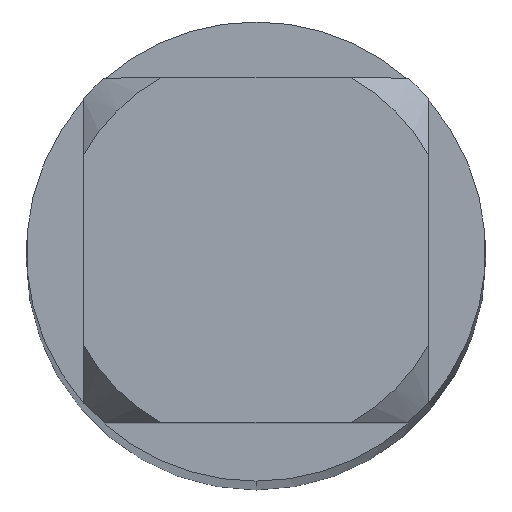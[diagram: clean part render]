
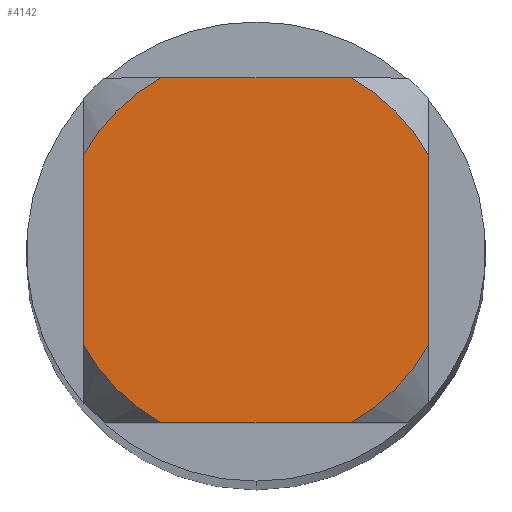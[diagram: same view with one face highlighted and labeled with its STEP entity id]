
A CAD part, top view. The second image highlights one B-rep face of the part: STEP entity #4142.
In plain terms, the highlighted planar face has unit normal (0, 0, 1).
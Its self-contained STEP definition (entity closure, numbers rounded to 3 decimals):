
#1846=EDGE_CURVE('',#4672,#2654,#5358,.T.);
#1924=VERTEX_POINT('',#5443);
#2550=VERTEX_POINT('',#6131);
#2572=EDGE_CURVE('',#1924,#3724,#6157,.T.);
#2654=VERTEX_POINT('',#6248);
#2838=EDGE_CURVE('',#4840,#4290,#6454,.T.);
#3144=EDGE_CURVE('',#3552,#2654,#6789,.T.);
#3552=VERTEX_POINT('',#7228);
#3724=VERTEX_POINT('',#7413);
#3946=EDGE_CURVE('',#4840,#3724,#7654,.T.);
#4080=EDGE_CURVE('',#3552,#2550,#7801,.T.);
#4142=ADVANCED_FACE('',(#7871),#7872,.T.);
#4290=VERTEX_POINT('',#8029);
#4672=VERTEX_POINT('',#8450);
#4840=VERTEX_POINT('',#8634);
#4958=EDGE_CURVE('',#4672,#4290,#8764,.T.);
#5124=EDGE_CURVE('',#1924,#2550,#8944,.T.);
#5358=CIRCLE('',#9216,1.2);
#5443=CARTESIAN_POINT('',(0.581,1.05,0.0));
#6131=CARTESIAN_POINT('',(-0.581,1.05,0.0));
#6157=CIRCLE('',#10781,1.2);
#6248=CARTESIAN_POINT('',(-1.05,-0.581,0.0));
#6454=CIRCLE('',#11396,1.2);
#6789=LINE('',#12064,#12065);
#7228=CARTESIAN_POINT('',(-1.05,0.581,0.0));
#7413=CARTESIAN_POINT('',(1.05,0.581,0.0));
#7654=LINE('',#13795,#13796);
#7801=CIRCLE('',#14086,1.2);
#7871=FACE_OUTER_BOUND('',#14215,.T.);
#7872=PLANE('',#14216);
#8029=CARTESIAN_POINT('',(0.581,-1.05,0.0));
#8450=CARTESIAN_POINT('',(-0.581,-1.05,0.0));
#8634=CARTESIAN_POINT('',(1.05,-0.581,0.0));
#8764=LINE('',#16026,#16027);
#8944=LINE('',#16417,#16418);
#9216=AXIS2_PLACEMENT_3D('',#16819,#16820,#16821);
#10781=AXIS2_PLACEMENT_3D('',#17716,#17717,#17718);
#11396=AXIS2_PLACEMENT_3D('',#18367,#18368,#18369);
#12064=CARTESIAN_POINT('',(-1.05,0.3,0.0));
#12065=VECTOR('',#18731,1.0);
#13795=CARTESIAN_POINT('',(1.05,0.3,0.0));
#13796=VECTOR('',#19583,1.0);
#14086=AXIS2_PLACEMENT_3D('',#19759,#19760,#19761);
#14215=EDGE_LOOP('',(#19869,#19870,#19871,#19872,#19873,#19874,#19875,#19876));
#14216=AXIS2_PLACEMENT_3D('',#19877,#19878,#19879);
#16026=CARTESIAN_POINT('',(0.0,-1.05,0.0));
#16027=VECTOR('',#20831,1.0);
#16417=CARTESIAN_POINT('',(0.0,1.05,0.0));
#16418=VECTOR('',#21004,1.0);
#16819=CARTESIAN_POINT('',(0.0,0.0,0.0));
#16820=DIRECTION('',(0.0,0.0,-1.0));
#16821=DIRECTION('',(0.0,1.0,0.0));
#17716=CARTESIAN_POINT('',(0.0,0.0,0.0));
#17717=DIRECTION('',(0.0,0.0,-1.0));
#17718=DIRECTION('',(0.0,1.0,0.0));
#18367=CARTESIAN_POINT('',(0.0,0.0,0.0));
#18368=DIRECTION('',(0.0,0.0,-1.0));
#18369=DIRECTION('',(0.0,1.0,0.0));
#18731=DIRECTION('',(-0.0,-1.0,0.0));
#19583=DIRECTION('',(-0.0,1.0,0.0));
#19759=CARTESIAN_POINT('',(0.0,0.0,0.0));
#19760=DIRECTION('',(0.0,0.0,-1.0));
#19761=DIRECTION('',(0.0,1.0,0.0));
#19869=ORIENTED_EDGE('',*,*,#3144,.T.);
#19870=ORIENTED_EDGE('',*,*,#1846,.F.);
#19871=ORIENTED_EDGE('',*,*,#4958,.T.);
#19872=ORIENTED_EDGE('',*,*,#2838,.F.);
#19873=ORIENTED_EDGE('',*,*,#3946,.T.);
#19874=ORIENTED_EDGE('',*,*,#2572,.F.);
#19875=ORIENTED_EDGE('',*,*,#5124,.T.);
#19876=ORIENTED_EDGE('',*,*,#4080,.F.);
#19877=CARTESIAN_POINT('',(0.0,0.6,0.0));
#19878=DIRECTION('',(-0.0,0.0,1.0));
#19879=DIRECTION('',(0.0,-1.0,0.0));
#20831=DIRECTION('',(1.0,0.0,0.0));
#21004=DIRECTION('',(-1.0,0.0,0.0));
